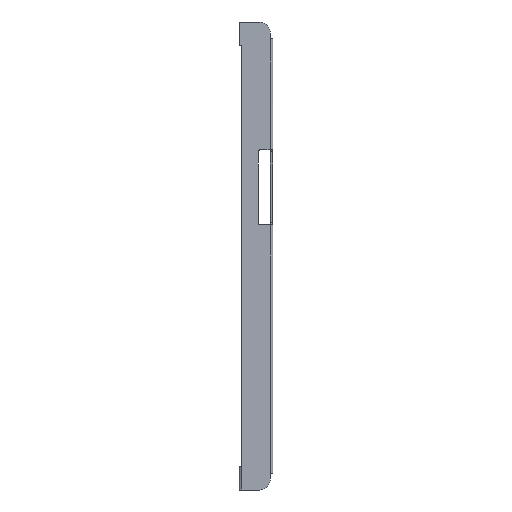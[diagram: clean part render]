
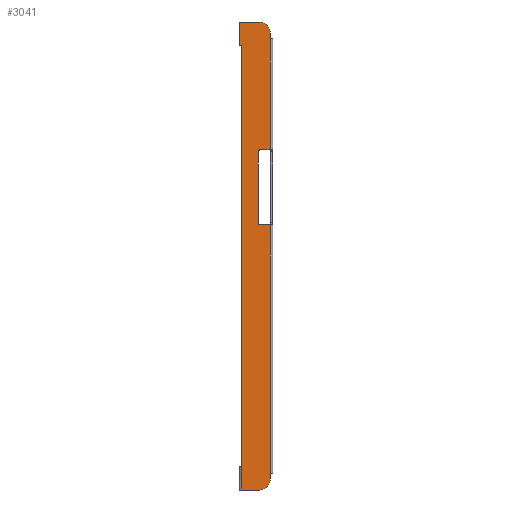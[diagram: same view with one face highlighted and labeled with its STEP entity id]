
A CAD part, front view. The second image highlights one B-rep face of the part: STEP entity #3041.
In plain terms, the highlighted planar face has unit normal (0, -1, 0).
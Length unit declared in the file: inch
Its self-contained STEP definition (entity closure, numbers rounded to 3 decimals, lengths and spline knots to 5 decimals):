
#842=CARTESIAN_POINT('',(-0.0615,-0.70205,-4.9));
#844=DIRECTION('',(0.,0.,-1.));
#845=VECTOR('',#844,5.6);
#846=CARTESIAN_POINT('',(-0.061,-0.702,0.7));
#847=LINE('',#846,#845);
#853=DIRECTION('',(0.,0.,1.));
#854=VECTOR('',#853,9.5);
#855=CARTESIAN_POINT('',(-0.7025,-0.70205,-4.75));
#856=LINE('',#855,#854);
#857=DIRECTION('',(-1.,0.,0.));
#858=VECTOR('',#857,0.062);
#859=CARTESIAN_POINT('',(-0.702,-0.702,4.75));
#860=LINE('',#859,#858);
#861=DIRECTION('',(1.,0.,0.));
#862=VECTOR('',#861,0.452);
#863=CARTESIAN_POINT('',(-0.764,-0.702,5.28));
#864=LINE('',#863,#862);
#865=DIRECTION('',(0.003,0.,-1.));
#866=VECTOR('',#865,0.13);
#867=CARTESIAN_POINT('',(-0.062,-0.702,5.03));
#868=LINE('',#867,#866);
#869=DIRECTION('',(-1.,0.,0.));
#870=VECTOR('',#869,0.219);
#871=CARTESIAN_POINT('',(-0.061,-0.702,2.4));
#872=LINE('',#871,#870);
#873=DIRECTION('',(0.,0.,-1.));
#874=VECTOR('',#873,1.6);
#875=CARTESIAN_POINT('',(-0.33,-0.702,2.35));
#876=LINE('',#875,#874);
#877=DIRECTION('',(-1.,0.,0.));
#878=VECTOR('',#877,0.219);
#879=CARTESIAN_POINT('',(-0.061,-0.702,0.7));
#880=LINE('',#879,#878);
#881=DIRECTION('',(0.004,0.,1.));
#882=VECTOR('',#881,0.13);
#883=CARTESIAN_POINT('',(-0.062,-0.702,-5.03));
#884=LINE('',#883,#882);
#896=CARTESIAN_POINT('',(-0.7025,-0.70205,-4.75));
#898=DIRECTION('',(0.001,0.,1.));
#899=VECTOR('',#898,0.53);
#900=CARTESIAN_POINT('',(-0.703,-0.702,-5.28));
#901=LINE('',#900,#899);
#929=DIRECTION('',(1.,0.,0.));
#930=VECTOR('',#929,0.391);
#931=CARTESIAN_POINT('',(-0.703,-0.702,-5.28));
#932=LINE('',#931,#930);
#941=CARTESIAN_POINT('',(-0.312,-0.702,-5.03));
#942=DIRECTION('',(0.,-1.,0.));
#943=DIRECTION('',(0.,0.,-1.));
#944=AXIS2_PLACEMENT_3D('',#941,#942,#943);
#1129=DIRECTION('',(0.,0.,1.));
#1130=VECTOR('',#1129,0.53);
#1131=CARTESIAN_POINT('',(-0.764,-0.702,4.75));
#1132=LINE('',#1131,#1130);
#1190=CARTESIAN_POINT('',(-0.312,-0.702,5.03));
#1191=DIRECTION('',(0.,-1.,0.));
#1192=DIRECTION('',(1.,0.,0.));
#1193=AXIS2_PLACEMENT_3D('',#1190,#1191,#1192);
#1208=DIRECTION('',(0.,0.,-1.));
#1209=VECTOR('',#1208,2.5);
#1210=CARTESIAN_POINT('',(-0.06163,-0.70205,4.9));
#1211=LINE('',#1210,#1209);
#1266=CARTESIAN_POINT('',(-0.28,-0.702,0.75));
#1267=DIRECTION('',(0.,1.,0.));
#1268=DIRECTION('',(0.,0.,-1.));
#1269=AXIS2_PLACEMENT_3D('',#1266,#1267,#1268);
#1275=CARTESIAN_POINT('',(-0.28,-0.702,2.35));
#1276=DIRECTION('',(0.,1.,0.));
#1277=DIRECTION('',(-1.,0.,0.));
#1278=AXIS2_PLACEMENT_3D('',#1275,#1276,#1277);
#1649=CARTESIAN_POINT('',(-0.28,-0.702,0.7));
#1650=CARTESIAN_POINT('',(-0.33,-0.702,0.75));
#1651=VERTEX_POINT('',#1649);
#1652=VERTEX_POINT('',#1650);
#1661=CARTESIAN_POINT('',(-0.33,-0.702,2.35));
#1662=CARTESIAN_POINT('',(-0.28,-0.702,2.4));
#1663=VERTEX_POINT('',#1661);
#1664=VERTEX_POINT('',#1662);
#1701=CARTESIAN_POINT('',(-0.764,-0.702,4.75));
#1702=CARTESIAN_POINT('',(-0.764,-0.702,5.28));
#1703=VERTEX_POINT('',#1701);
#1704=VERTEX_POINT('',#1702);
#1705=CARTESIAN_POINT('',(-0.702,-0.702,4.75));
#1706=VERTEX_POINT('',#1705);
#1772=CARTESIAN_POINT('',(-0.312,-0.702,-5.28));
#1774=VERTEX_POINT('',#1772);
#1775=CARTESIAN_POINT('',(-0.062,-0.702,-5.03));
#1776=VERTEX_POINT('',#1775);
#1787=CARTESIAN_POINT('',(-0.312,-0.702,5.28));
#1789=VERTEX_POINT('',#1787);
#1793=CARTESIAN_POINT('',(-0.062,-0.702,5.03));
#1794=VERTEX_POINT('',#1793);
#1956=VERTEX_POINT('',#896);
#1957=CARTESIAN_POINT('',(-0.703,-0.702,-5.28));
#1958=VERTEX_POINT('',#1957);
#1986=CARTESIAN_POINT('',(-0.061,-0.702,2.4));
#1987=VERTEX_POINT('',#1986);
#1988=CARTESIAN_POINT('',(-0.06163,-0.70205,4.9));
#1989=VERTEX_POINT('',#1988);
#1994=VERTEX_POINT('',#842);
#1995=CARTESIAN_POINT('',(-0.061,-0.702,0.7));
#1996=VERTEX_POINT('',#1995);
#3001=CARTESIAN_POINT('',(-0.702,-0.702,-5.28));
#3002=DIRECTION('',(0.,-1.,0.));
#3003=DIRECTION('',(1.,0.,0.));
#3004=AXIS2_PLACEMENT_3D('',#3001,#3002,#3003);
#3005=PLANE('',#3004);
#3007=ORIENTED_EDGE('',*,*,#3006,.T.);
#3009=ORIENTED_EDGE('',*,*,#3008,.T.);
#3011=ORIENTED_EDGE('',*,*,#3010,.T.);
#3013=ORIENTED_EDGE('',*,*,#3012,.T.);
#3015=ORIENTED_EDGE('',*,*,#3014,.T.);
#3017=ORIENTED_EDGE('',*,*,#3016,.F.);
#3019=ORIENTED_EDGE('',*,*,#3018,.T.);
#3021=ORIENTED_EDGE('',*,*,#3020,.T.);
#3023=ORIENTED_EDGE('',*,*,#3022,.T.);
#3025=ORIENTED_EDGE('',*,*,#3024,.F.);
#3027=ORIENTED_EDGE('',*,*,#3026,.T.);
#3029=ORIENTED_EDGE('',*,*,#3028,.F.);
#3031=ORIENTED_EDGE('',*,*,#3030,.F.);
#3032=ORIENTED_EDGE('',*,*,#2994,.T.);
#3034=ORIENTED_EDGE('',*,*,#3033,.F.);
#3036=ORIENTED_EDGE('',*,*,#3035,.F.);
#3038=ORIENTED_EDGE('',*,*,#3037,.F.);
#3039=EDGE_LOOP('',(#3007,#3009,#3011,#3013,#3015,#3017,#3019,#3021,#3023,#3025,
#3027,#3029,#3031,#3032,#3034,#3036,#3038));
#3040=FACE_OUTER_BOUND('',#3039,.F.);
#3041=ADVANCED_FACE('',(#3040),#3005,.T.);
#945=CIRCLE('',#944,0.25);
#1194=CIRCLE('',#1193,0.25);
#1270=CIRCLE('',#1269,0.05);
#1279=CIRCLE('',#1278,0.05);
#2994=EDGE_CURVE('',#1996,#1994,#847,.T.);
#3006=EDGE_CURVE('',#1958,#1956,#901,.T.);
#3008=EDGE_CURVE('',#1956,#1706,#856,.T.);
#3010=EDGE_CURVE('',#1706,#1703,#860,.T.);
#3012=EDGE_CURVE('',#1703,#1704,#1132,.T.);
#3014=EDGE_CURVE('',#1704,#1789,#864,.T.);
#3016=EDGE_CURVE('',#1794,#1789,#1194,.T.);
#3018=EDGE_CURVE('',#1794,#1989,#868,.T.);
#3020=EDGE_CURVE('',#1989,#1987,#1211,.T.);
#3022=EDGE_CURVE('',#1987,#1664,#872,.T.);
#3024=EDGE_CURVE('',#1663,#1664,#1279,.T.);
#3026=EDGE_CURVE('',#1663,#1652,#876,.T.);
#3028=EDGE_CURVE('',#1651,#1652,#1270,.T.);
#3030=EDGE_CURVE('',#1996,#1651,#880,.T.);
#3033=EDGE_CURVE('',#1776,#1994,#884,.T.);
#3035=EDGE_CURVE('',#1774,#1776,#945,.T.);
#3037=EDGE_CURVE('',#1958,#1774,#932,.T.);
